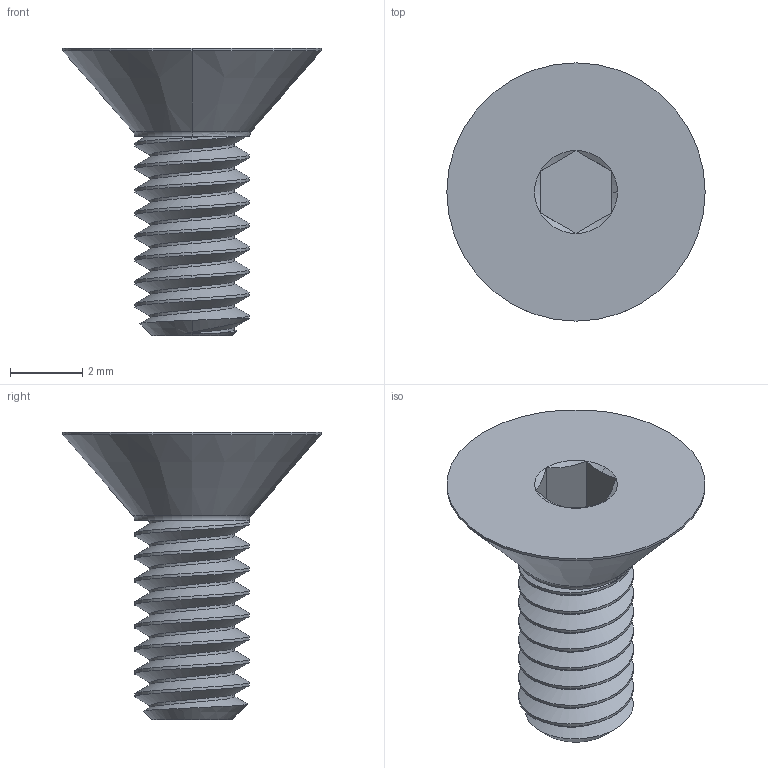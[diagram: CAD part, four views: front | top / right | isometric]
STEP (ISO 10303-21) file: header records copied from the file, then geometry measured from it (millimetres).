
FILE_DESCRIPTION (( 'STEP AP203' ), '1' );
FILE_NAME ('92210A373.STEP', '2017-10-04T22:00:44', ( '' ), ( '' ), 'SwSTEP 2.0', 'SolidWorks 2014', '' );
FILE_SCHEMA (( 'CONFIG_CONTROL_DESIGN' ));
Length unit declared in the file: inch
Products named in the file (1): 92210A373
Bounding box: 7.14 x 7.14 x 7.94 mm (x, y, z)
Volume: 80.8 mm3; surface area: 190.2 mm2
Topology: 1 solids, 1 shells, 64 faces, 164 edges, 103 vertices
Faces by surface type: cylinder 38, cone 12, plane 10, torus 2, bspline 2
Entity records: 2933 total; most frequent: CARTESIAN_POINT 1534, ORIENTED_EDGE 328, DIRECTION 230, EDGE_CURVE 164, VERTEX_POINT 103, AXIS2_PLACEMENT_3D 88, EDGE_LOOP 65, ADVANCED_FACE 64
